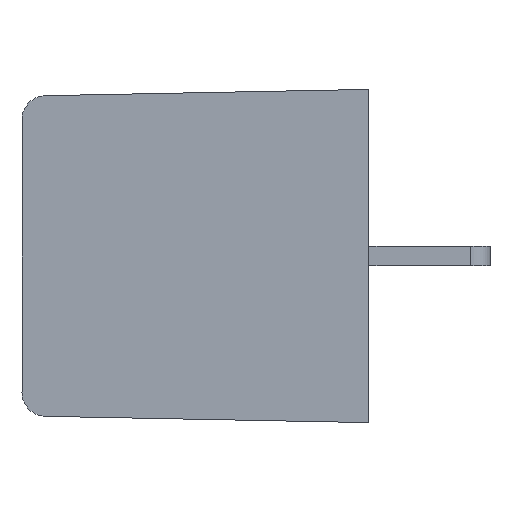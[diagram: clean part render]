
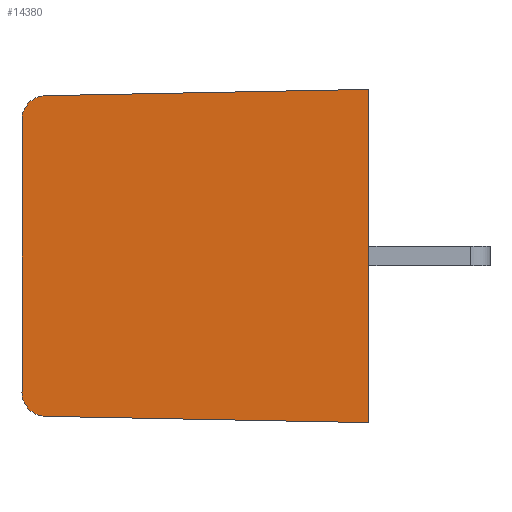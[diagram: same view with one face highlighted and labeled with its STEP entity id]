
A CAD part, left-side view. The second image highlights one B-rep face of the part: STEP entity #14380.
In plain terms, the highlighted planar face has unit normal (-1, 0.014, 0).
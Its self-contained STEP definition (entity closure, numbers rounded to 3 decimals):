
#613=DIRECTION('',(0.,0.,1.));
#614=VECTOR('',#613,14.15);
#615=CARTESIAN_POINT('',(99.25,18.,-15.725));
#616=LINE('',#615,#614);
#617=CARTESIAN_POINT('',(99.25,18.,-1.575));
#618=CARTESIAN_POINT('',(99.25,18.,-1.37));
#619=CARTESIAN_POINT('',(99.249,17.912,-1.048));
#620=CARTESIAN_POINT('',(99.245,17.661,-0.682));
#621=CARTESIAN_POINT('',(99.24,17.3,-0.423));
#622=CARTESIAN_POINT('',(99.236,16.978,-0.329));
#623=CARTESIAN_POINT('',(99.233,16.774,-0.325));
#625=DIRECTION('',(-0.014,-1.,0.019));
#626=VECTOR('',#625,16.779);
#627=CARTESIAN_POINT('',(99.233,16.774,-0.325));
#628=LINE('',#627,#626);
#629=DIRECTION('',(0.,0.,-1.));
#630=VECTOR('',#629,17.3);
#631=CARTESIAN_POINT('',(99.,0.,
0.));
#632=LINE('',#631,#630);
#633=DIRECTION('',(0.014,1.,0.019));
#634=VECTOR('',#633,16.779);
#635=CARTESIAN_POINT('',(99.,0.,-17.3));
#636=LINE('',#635,#634);
#637=CARTESIAN_POINT('',(99.233,16.774,-16.975));
#638=CARTESIAN_POINT('',(99.236,16.978,-16.971));
#639=CARTESIAN_POINT('',(99.24,17.3,-16.877));
#640=CARTESIAN_POINT('',(99.245,17.661,-16.618));
#641=CARTESIAN_POINT('',(99.249,17.912,-16.252));
#642=CARTESIAN_POINT('',(99.25,18.,-15.93));
#643=CARTESIAN_POINT('',(99.25,18.,-15.725));
#12512=CARTESIAN_POINT('',(99.25,18.,
-15.725));
#12513=VERTEX_POINT('',#12512);
#12514=VERTEX_POINT('',#637);
#12515=CARTESIAN_POINT('',(99.25,18.,
-1.575));
#12516=VERTEX_POINT('',#12515);
#12517=CARTESIAN_POINT('',(99.233,16.774,
-0.325));
#12518=VERTEX_POINT('',#12517);
#12519=CARTESIAN_POINT('',(99.,0.,
0.));
#12520=VERTEX_POINT('',#12519);
#12521=CARTESIAN_POINT('',(99.,0.,-17.3));
#12522=VERTEX_POINT('',#12521);
#14367=CARTESIAN_POINT('',(99.125,9.,-8.65));
#14368=DIRECTION('',(1.,-0.014,0.));
#14369=DIRECTION('',(-0.014,-1.,0.));
#14370=AXIS2_PLACEMENT_3D('',#14367,#14368,#14369);
#14371=PLANE('',#14370);
#14372=ORIENTED_EDGE('',*,*,#14305,.T.);
#14373=ORIENTED_EDGE('',*,*,#14320,.T.);
#14374=ORIENTED_EDGE('',*,*,#14334,.T.);
#14375=ORIENTED_EDGE('',*,*,#14347,.T.);
#14376=ORIENTED_EDGE('',*,*,#14361,.T.);
#14377=ORIENTED_EDGE('',*,*,#14291,.T.);
#14378=EDGE_LOOP('',(#14372,#14373,#14374,#14375,#14376,#14377));
#14379=FACE_OUTER_BOUND('',#14378,.F.);
#624=B_SPLINE_CURVE_WITH_KNOTS('',3,(#617,#618,#619,#620,#621,#622,#623),
.UNSPECIFIED.,.F.,.F.,(4,1,1,1,4),(0.,0.25,0.5,0.75,1.),
.UNSPECIFIED.);
#644=B_SPLINE_CURVE_WITH_KNOTS('',3,(#637,#638,#639,#640,#641,#642,#643),
.UNSPECIFIED.,.F.,.F.,(4,1,1,1,4),(0.,0.25,0.5,0.75,1.),
.UNSPECIFIED.);
#14291=EDGE_CURVE('',#12514,#12513,#644,.T.);
#14305=EDGE_CURVE('',#12513,#12516,#616,.T.);
#14320=EDGE_CURVE('',#12516,#12518,#624,.T.);
#14334=EDGE_CURVE('',#12518,#12520,#628,.T.);
#14347=EDGE_CURVE('',#12520,#12522,#632,.T.);
#14361=EDGE_CURVE('',#12522,#12514,#636,.T.);
#14380=ADVANCED_FACE('',(#14379),#14371,.F.);
